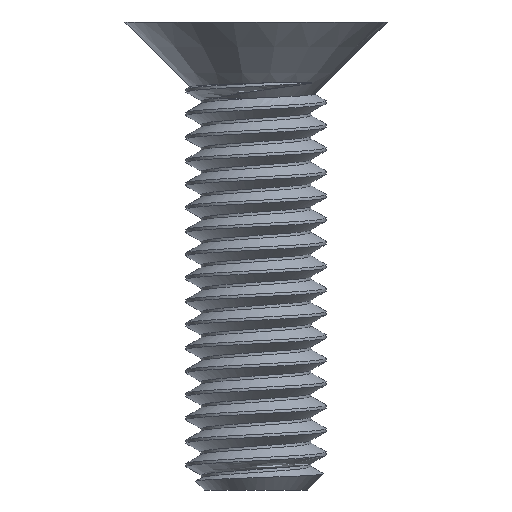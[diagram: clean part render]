
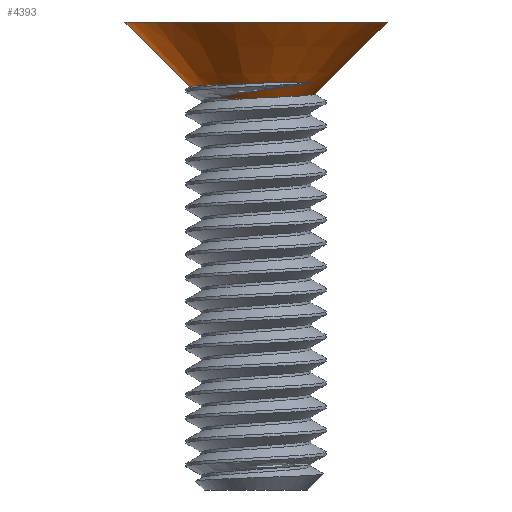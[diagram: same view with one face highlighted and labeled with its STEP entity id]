
A CAD part, left-side view. The second image highlights one B-rep face of the part: STEP entity #4393.
In plain terms, the highlighted conical face has half-angle 45 degrees and reference radius 1.5 mm.
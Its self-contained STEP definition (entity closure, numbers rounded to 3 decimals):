
#44 = VERTEX_POINT ( 'NONE', #614 ) ;
#112 = EDGE_CURVE ( 'NONE', #1717, #615, #3753, .T. ) ;
#139 = CARTESIAN_POINT ( 'NONE',  ( -0.802, 1.217, 0.292 ) ) ;
#175 = CARTESIAN_POINT ( 'NONE',  ( -0.208, 1.408, 0.27 ) ) ;
#189 = CARTESIAN_POINT ( 'NONE',  ( -0.414, 1.37, 0.277 ) ) ;
#211 = DIRECTION ( 'NONE',  ( 0., 0.707, 0.707 ) ) ;
#307 = B_SPLINE_CURVE_WITH_KNOTS ( 'NONE', 3,
 ( #2784, #1128, #4162, #1113, #2452, #1791, #2814, #2800, #397, #3512, #747, #3138, #4200, #3169, #1087, #3490 ),
 .UNSPECIFIED., .F., .F.,
 ( 4, 2, 2, 2, 2, 2, 2, 4 ),
 ( 0., 0., 0.001, 0.001, 0.001, 0.002, 0.002, 0.002 ),
 .UNSPECIFIED. ) ;
#339 = CARTESIAN_POINT ( 'NONE',  ( 0., -1.5, 0.35 ) ) ;
#351 = AXIS2_PLACEMENT_3D ( 'NONE', #825, #3903, #3208 ) ;
#363 = CARTESIAN_POINT ( 'NONE',  ( 0., -1.254, 0.104 ) ) ;
#397 = CARTESIAN_POINT ( 'NONE',  ( -1.338, -0.27, 0.212 ) ) ;
#415 = VERTEX_POINT ( 'NONE', #3479 ) ;
#518 = CARTESIAN_POINT ( 'NONE',  ( -1.248, 0.773, 0.314 ) ) ;
#614 = CARTESIAN_POINT ( 'NONE',  ( -1.175, -0.003, 0.025 ) ) ;
#615 = VERTEX_POINT ( 'NONE', #1857 ) ;
#683 = CARTESIAN_POINT ( 'NONE',  ( -0.955, -0.757, 0.058 ) ) ;
#705 = EDGE_CURVE ( 'NONE', #2439, #615, #4133, .T. ) ;
#747 = CARTESIAN_POINT ( 'NONE',  ( -1.286, 0.217, 0.14 ) ) ;
#797 = CIRCLE ( 'NONE', #351, 1.5 ) ;
#825 = CARTESIAN_POINT ( 'NONE',  ( 0., 0., 0.35 ) ) ;
#879 = CARTESIAN_POINT ( 'NONE',  ( -1.351, 0.592, 0.321 ) ) ;
#941 = CARTESIAN_POINT ( 'NONE',  ( -1.025, 0.596, 0.025 ) ) ;
#988 = EDGE_LOOP ( 'NONE', ( #3126, #2756, #1934, #4292, #2304, #3123, #4079, #3885 ) ) ;
#1023 = CARTESIAN_POINT ( 'NONE',  ( -0.158, -1.249, 0.099 ) ) ;
#1041 = CARTESIAN_POINT ( 'NONE',  ( -1.175, -0.003, 0.025 ) ) ;
#1087 = CARTESIAN_POINT ( 'NONE',  ( -0.906, 0.779, 0.041 ) ) ;
#1113 = CARTESIAN_POINT ( 'NONE',  ( -1.126, -0.917, 0.3 ) ) ;
#1128 = CARTESIAN_POINT ( 'NONE',  ( -0.948, -1.15, 0.337 ) ) ;
#1206 = CARTESIAN_POINT ( 'NONE',  ( -1.393, 0.495, 0.324 ) ) ;
#1228 = DIRECTION ( 'NONE',  ( 0., -1., 0. ) ) ;
#1257 = CARTESIAN_POINT ( 'NONE',  ( -1.144, 0.309, 0.025 ) ) ;
#1421 = VECTOR ( 'NONE', #211, 1000. ) ;
#1497 = CARTESIAN_POINT ( 'NONE',  ( -0.515, 1.339, 0.281 ) ) ;
#1548 = CARTESIAN_POINT ( 'NONE',  ( 0., 2.8, 1.65 ) ) ;
#1568 = CARTESIAN_POINT ( 'NONE',  ( 0., 1.5, 0.35 ) ) ;
#1600 = CARTESIAN_POINT ( 'NONE',  ( -0.826, 0.836, 0.025 ) ) ;
#1717 = VERTEX_POINT ( 'NONE', #1548 ) ;
#1740 = EDGE_CURVE ( 'NONE', #3375, #3014, #2408, .T. ) ;
#1778 = EDGE_CURVE ( 'NONE', #415, #3014, #797, .T. ) ;
#1791 = CARTESIAN_POINT ( 'NONE',  ( -1.257, -0.653, 0.263 ) ) ;
#1830 = CARTESIAN_POINT ( 'NONE',  ( -1.487, 0.195, 0.335 ) ) ;
#1857 = CARTESIAN_POINT ( 'NONE',  ( 0., -2.8, 1.65 ) ) ;
#1885 = CARTESIAN_POINT ( 'NONE',  ( -1.507, -0.016, 0.343 ) ) ;
#1927 = CARTESIAN_POINT ( 'NONE',  ( -0.937, 0.726, 0.025 ) ) ;
#1934 = ORIENTED_EDGE ( 'NONE', *, *, #1778, .F. ) ;
#2050 = CARTESIAN_POINT ( 'NONE',  ( -0.738, -0.987, 0.072 ) ) ;
#2155 = CARTESIAN_POINT ( 'NONE',  ( -0.605, -1.081, 0.079 ) ) ;
#2162 = EDGE_CURVE ( 'NONE', #2526, #44, #4130, .T. ) ;
#2174 = AXIS2_PLACEMENT_3D ( 'NONE', #2941, #3913, #1228 ) ;
#2199 = VECTOR ( 'NONE', #3734, 1000. ) ;
#2303 = CARTESIAN_POINT ( 'NONE',  ( 0., 0., 1.65 ) ) ;
#2304 = ORIENTED_EDGE ( 'NONE', *, *, #2162, .T. ) ;
#2320 = CARTESIAN_POINT ( 'NONE',  ( -1.176, 0.153, 0.025 ) ) ;
#2408 = B_SPLINE_CURVE_WITH_KNOTS ( 'NONE', 3,
 ( #2931, #4269, #175, #189, #1497, #139, #2546, #2575, #518, #879, #1206, #1830, #1885, #3546 ),
 .UNSPECIFIED., .F., .F.,
 ( 4, 2, 2, 2, 2, 2, 4 ),
 ( 0.006, 0.006, 0.007, 0.007, 0.008, 0.008, 0.009 ),
 .UNSPECIFIED. ) ;
#2439 = VERTEX_POINT ( 'NONE', #363 ) ;
#2452 = CARTESIAN_POINT ( 'NONE',  ( -1.176, -0.831, 0.287 ) ) ;
#2526 = VERTEX_POINT ( 'NONE', #4424 ) ;
#2546 = CARTESIAN_POINT ( 'NONE',  ( -0.977, 1.092, 0.3 ) ) ;
#2575 = CARTESIAN_POINT ( 'NONE',  ( -1.186, 0.859, 0.311 ) ) ;
#2733 = CARTESIAN_POINT ( 'NONE',  ( -0.317, -1.211, 0.092 ) ) ;
#2756 = ORIENTED_EDGE ( 'NONE', *, *, #1740, .T. ) ;
#2784 = CARTESIAN_POINT ( 'NONE',  ( -0.876, -1.218, 0.35 ) ) ;
#2800 = CARTESIAN_POINT ( 'NONE',  ( -1.329, -0.37, 0.226 ) ) ;
#2814 = CARTESIAN_POINT ( 'NONE',  ( -1.288, -0.561, 0.252 ) ) ;
#2856 = CONICAL_SURFACE ( 'NONE', #2174, 1.5, 0.785 ) ;
#2925 = CARTESIAN_POINT ( 'NONE',  ( -1.483, -0.225, 0.35 ) ) ;
#2931 = CARTESIAN_POINT ( 'NONE',  ( 0., 1.413, 0.263 ) ) ;
#2941 = CARTESIAN_POINT ( 'NONE',  ( 0., 0., 0.35 ) ) ;
#3014 = VERTEX_POINT ( 'NONE', #2925 ) ;
#3087 = CARTESIAN_POINT ( 'NONE',  ( -1.043, -0.62, 0.052 ) ) ;
#3123 = ORIENTED_EDGE ( 'NONE', *, *, #3280, .T. ) ;
#3126 = ORIENTED_EDGE ( 'NONE', *, *, #3655, .F. ) ;
#3138 = CARTESIAN_POINT ( 'NONE',  ( -1.155, 0.479, 0.097 ) ) ;
#3169 = CARTESIAN_POINT ( 'NONE',  ( -0.977, 0.712, 0.056 ) ) ;
#3208 = DIRECTION ( 'NONE',  ( 0., 1., 0. ) ) ;
#3280 = EDGE_CURVE ( 'NONE', #44, #2439, #3632, .T. ) ;
#3299 = CARTESIAN_POINT ( 'NONE',  ( -1.175, -0.003, 0.025 ) ) ;
#3346 = DIRECTION ( 'NONE',  ( 0., -1., 0. ) ) ;
#3360 = FACE_OUTER_BOUND ( 'NONE', #988, .T. ) ;
#3375 = VERTEX_POINT ( 'NONE', #3463 ) ;
#3463 = CARTESIAN_POINT ( 'NONE',  ( 0., 1.413, 0.263 ) ) ;
#3479 = CARTESIAN_POINT ( 'NONE',  ( -0.876, -1.218, 0.35 ) ) ;
#3490 = CARTESIAN_POINT ( 'NONE',  ( -0.826, 0.836, 0.025 ) ) ;
#3512 = CARTESIAN_POINT ( 'NONE',  ( -1.334, 0.021, 0.17 ) ) ;
#3546 = CARTESIAN_POINT ( 'NONE',  ( -1.483, -0.225, 0.35 ) ) ;
#3632 = B_SPLINE_CURVE_WITH_KNOTS ( 'NONE', 3,
 ( #1041, #4445, #4153, #3087, #683, #2050, #2155, #2733, #1023, #4465 ),
 .UNSPECIFIED., .F., .F.,
 ( 4, 2, 2, 2, 4 ),
 ( 0., 0., 0.001, 0.001, 0.002 ),
 .UNSPECIFIED. ) ;
#3655 = EDGE_CURVE ( 'NONE', #3375, #1717, #3839, .T. ) ;
#3734 = DIRECTION ( 'NONE',  ( 0., -0.707, 0.707 ) ) ;
#3753 = CIRCLE ( 'NONE', #3993, 2.8 ) ;
#3839 = LINE ( 'NONE', #1568, #1421 ) ;
#3879 = EDGE_CURVE ( 'NONE', #415, #2526, #307, .T. ) ;
#3885 = ORIENTED_EDGE ( 'NONE', *, *, #112, .F. ) ;
#3903 = DIRECTION ( 'NONE',  ( 0., 0., -1. ) ) ;
#3913 = DIRECTION ( 'NONE',  ( 0., 0., 1. ) ) ;
#3993 = AXIS2_PLACEMENT_3D ( 'NONE', #2303, #4363, #3346 ) ;
#4079 = ORIENTED_EDGE ( 'NONE', *, *, #705, .T. ) ;
#4130 = B_SPLINE_CURVE_WITH_KNOTS ( 'NONE', 3,
 ( #1600, #1927, #941, #1257, #2320, #3299 ),
 .UNSPECIFIED., .F., .F.,
 ( 4, 2, 4 ),
 ( 0., 0., 0.001 ),
 .UNSPECIFIED. ) ;
#4133 = LINE ( 'NONE', #339, #2199 ) ;
#4153 = CARTESIAN_POINT ( 'NONE',  ( -1.156, -0.323, 0.039 ) ) ;
#4162 = CARTESIAN_POINT ( 'NONE',  ( -1.013, -1.076, 0.325 ) ) ;
#4200 = CARTESIAN_POINT ( 'NONE',  ( -1.101, 0.563, 0.083 ) ) ;
#4269 = CARTESIAN_POINT ( 'NONE',  ( -0.105, 1.416, 0.266 ) ) ;
#4292 = ORIENTED_EDGE ( 'NONE', *, *, #3879, .T. ) ;
#4363 = DIRECTION ( 'NONE',  ( 0., 0., 1. ) ) ;
#4393 = ADVANCED_FACE ( 'NONE', ( #3360 ), #2856, .T. ) ;
#4424 = CARTESIAN_POINT ( 'NONE',  ( -0.826, 0.836, 0.025 ) ) ;
#4445 = CARTESIAN_POINT ( 'NONE',  ( -1.182, -0.164, 0.032 ) ) ;
#4465 = CARTESIAN_POINT ( 'NONE',  ( 0., -1.254, 0.104 ) ) ;
